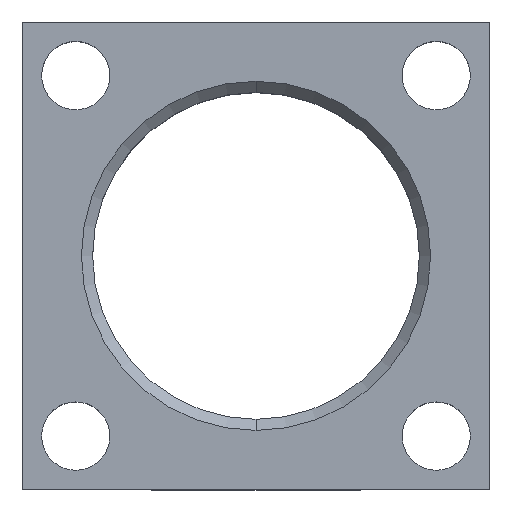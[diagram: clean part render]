
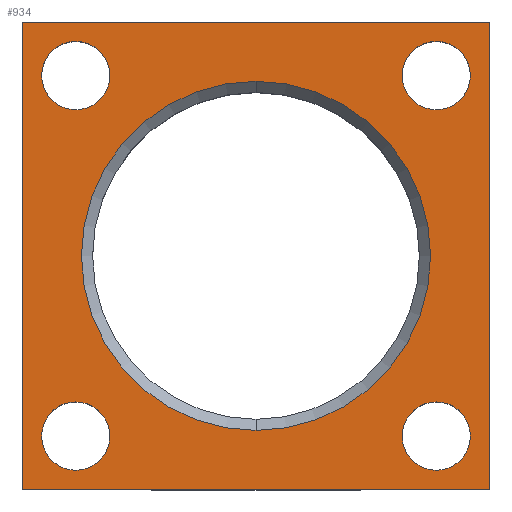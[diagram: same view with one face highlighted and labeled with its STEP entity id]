
A CAD part, top view. The second image highlights one B-rep face of the part: STEP entity #934.
In plain terms, the highlighted planar face has unit normal (0, 0, 1).
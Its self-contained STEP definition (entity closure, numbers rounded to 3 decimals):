
#114=DIRECTION('',(0.,-1.,0.));
#115=VECTOR('',#114,47.981);
#116=CARTESIAN_POINT('',(-23.99,23.99,0.));
#117=LINE('',#116,#115);
#122=DIRECTION('',(-1.,0.,0.));
#123=VECTOR('',#122,47.981);
#124=CARTESIAN_POINT('',(23.99,23.99,0.));
#125=LINE('',#124,#123);
#129=DIRECTION('',(0.,1.,0.));
#130=VECTOR('',#129,47.981);
#131=CARTESIAN_POINT('',(23.99,-23.99,0.));
#132=LINE('',#131,#130);
#136=DIRECTION('',(1.,0.,0.));
#137=VECTOR('',#136,47.981);
#138=CARTESIAN_POINT('',(-23.99,-23.99,0.));
#139=LINE('',#138,#137);
#143=CARTESIAN_POINT('',(0.,0.,0.));
#144=DIRECTION('',(0.,0.,-1.));
#145=DIRECTION('',(0.,1.,0.));
#146=AXIS2_PLACEMENT_3D('',#143,#144,#145);
#151=CARTESIAN_POINT('',(0.,0.,0.));
#152=DIRECTION('',(0.,0.,-1.));
#153=DIRECTION('',(0.,-1.,0.));
#154=AXIS2_PLACEMENT_3D('',#151,#152,#153);
#159=CARTESIAN_POINT('',(18.491,-18.491,0.));
#160=DIRECTION('',(0.,0.,-1.));
#161=DIRECTION('',(-1.,0.,0.));
#162=AXIS2_PLACEMENT_3D('',#159,#160,#161);
#167=CARTESIAN_POINT('',(18.491,-18.491,0.));
#168=DIRECTION('',(0.,0.,-1.));
#169=DIRECTION('',(1.,0.,0.));
#170=AXIS2_PLACEMENT_3D('',#167,#168,#169);
#175=CARTESIAN_POINT('',(-18.491,-18.491,0.));
#176=DIRECTION('',(0.,0.,-1.));
#177=DIRECTION('',(-1.,0.,0.));
#178=AXIS2_PLACEMENT_3D('',#175,#176,#177);
#183=CARTESIAN_POINT('',(-18.491,-18.491,0.));
#184=DIRECTION('',(0.,0.,-1.));
#185=DIRECTION('',(1.,0.,0.));
#186=AXIS2_PLACEMENT_3D('',#183,#184,#185);
#191=CARTESIAN_POINT('',(18.491,18.491,0.));
#192=DIRECTION('',(0.,0.,-1.));
#193=DIRECTION('',(-1.,0.,0.));
#194=AXIS2_PLACEMENT_3D('',#191,#192,#193);
#199=CARTESIAN_POINT('',(18.491,18.491,0.));
#200=DIRECTION('',(0.,0.,-1.));
#201=DIRECTION('',(1.,0.,0.));
#202=AXIS2_PLACEMENT_3D('',#199,#200,#201);
#207=CARTESIAN_POINT('',(-18.491,18.491,0.));
#208=DIRECTION('',(0.,0.,-1.));
#209=DIRECTION('',(-1.,0.,0.));
#210=AXIS2_PLACEMENT_3D('',#207,#208,#209);
#215=CARTESIAN_POINT('',(-18.491,18.491,0.));
#216=DIRECTION('',(0.,0.,-1.));
#217=DIRECTION('',(1.,0.,0.));
#218=AXIS2_PLACEMENT_3D('',#215,#216,#217);
#773=CARTESIAN_POINT('',(-23.99,23.99,0.));
#774=CARTESIAN_POINT('',(-23.99,-23.99,0.));
#775=VERTEX_POINT('',#773);
#776=VERTEX_POINT('',#774);
#777=CARTESIAN_POINT('',(23.99,-23.99,0.));
#778=VERTEX_POINT('',#777);
#779=CARTESIAN_POINT('',(23.99,23.99,0.));
#780=VERTEX_POINT('',#779);
#781=CARTESIAN_POINT('',(0.,17.907,0.));
#782=CARTESIAN_POINT('',(0.,-17.907,0.));
#783=VERTEX_POINT('',#781);
#784=VERTEX_POINT('',#782);
#857=CARTESIAN_POINT('',(14.986,-18.491,0.));
#858=CARTESIAN_POINT('',(21.996,-18.491,0.));
#859=VERTEX_POINT('',#857);
#860=VERTEX_POINT('',#858);
#865=CARTESIAN_POINT('',(-21.996,-18.491,0.));
#866=CARTESIAN_POINT('',(-14.986,-18.491,0.));
#867=VERTEX_POINT('',#865);
#868=VERTEX_POINT('',#866);
#873=CARTESIAN_POINT('',(14.986,18.491,0.));
#874=CARTESIAN_POINT('',(21.996,18.491,0.));
#875=VERTEX_POINT('',#873);
#876=VERTEX_POINT('',#874);
#881=CARTESIAN_POINT('',(-21.996,18.491,0.));
#882=CARTESIAN_POINT('',(-14.986,18.491,0.));
#883=VERTEX_POINT('',#881);
#884=VERTEX_POINT('',#882);
#889=CARTESIAN_POINT('',(0.,0.,0.));
#890=DIRECTION('',(0.,0.,1.));
#891=DIRECTION('',(1.,0.,0.));
#892=AXIS2_PLACEMENT_3D('',#889,#890,#891);
#893=PLANE('',#892);
#895=ORIENTED_EDGE('',*,*,#894,.F.);
#897=ORIENTED_EDGE('',*,*,#896,.F.);
#899=ORIENTED_EDGE('',*,*,#898,.F.);
#901=ORIENTED_EDGE('',*,*,#900,.F.);
#902=EDGE_LOOP('',(#895,#897,#899,#901));
#903=FACE_OUTER_BOUND('',#902,.F.);
#905=ORIENTED_EDGE('',*,*,#904,.F.);
#907=ORIENTED_EDGE('',*,*,#906,.F.);
#908=EDGE_LOOP('',(#905,#907));
#909=FACE_BOUND('',#908,.F.);
#911=ORIENTED_EDGE('',*,*,#910,.F.);
#913=ORIENTED_EDGE('',*,*,#912,.F.);
#914=EDGE_LOOP('',(#911,#913));
#915=FACE_BOUND('',#914,.F.);
#917=ORIENTED_EDGE('',*,*,#916,.F.);
#919=ORIENTED_EDGE('',*,*,#918,.F.);
#920=EDGE_LOOP('',(#917,#919));
#921=FACE_BOUND('',#920,.F.);
#923=ORIENTED_EDGE('',*,*,#922,.F.);
#925=ORIENTED_EDGE('',*,*,#924,.F.);
#926=EDGE_LOOP('',(#923,#925));
#927=FACE_BOUND('',#926,.F.);
#929=ORIENTED_EDGE('',*,*,#928,.F.);
#931=ORIENTED_EDGE('',*,*,#930,.F.);
#932=EDGE_LOOP('',(#929,#931));
#933=FACE_BOUND('',#932,.F.);
#934=ADVANCED_FACE('',(#903,#909,#915,#921,#927,#933),#893,.T.);
#147=CIRCLE('',#146,17.907);
#155=CIRCLE('',#154,17.907);
#163=CIRCLE('',#162,3.505);
#171=CIRCLE('',#170,3.505);
#179=CIRCLE('',#178,3.505);
#187=CIRCLE('',#186,3.505);
#195=CIRCLE('',#194,3.505);
#203=CIRCLE('',#202,3.505);
#211=CIRCLE('',#210,3.505);
#219=CIRCLE('',#218,3.505);
#894=EDGE_CURVE('',#775,#776,#117,.T.);
#896=EDGE_CURVE('',#780,#775,#125,.T.);
#898=EDGE_CURVE('',#778,#780,#132,.T.);
#900=EDGE_CURVE('',#776,#778,#139,.T.);
#904=EDGE_CURVE('',#783,#784,#147,.T.);
#906=EDGE_CURVE('',#784,#783,#155,.T.);
#910=EDGE_CURVE('',#859,#860,#163,.T.);
#912=EDGE_CURVE('',#860,#859,#171,.T.);
#916=EDGE_CURVE('',#867,#868,#179,.T.);
#918=EDGE_CURVE('',#868,#867,#187,.T.);
#922=EDGE_CURVE('',#875,#876,#195,.T.);
#924=EDGE_CURVE('',#876,#875,#203,.T.);
#928=EDGE_CURVE('',#883,#884,#211,.T.);
#930=EDGE_CURVE('',#884,#883,#219,.T.);
